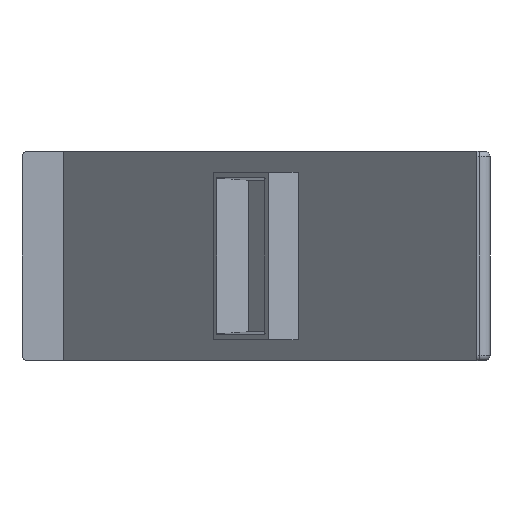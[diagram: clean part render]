
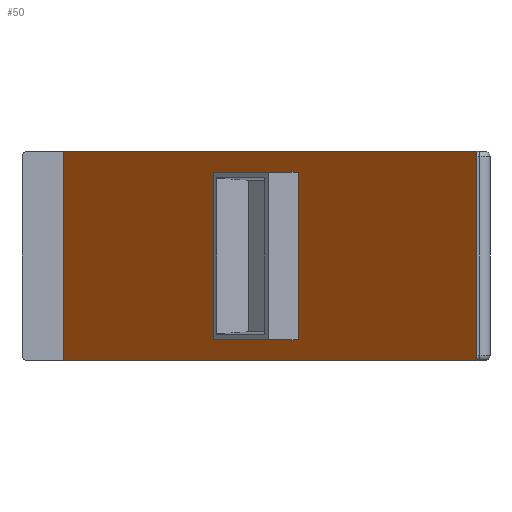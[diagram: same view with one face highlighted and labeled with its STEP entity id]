
A CAD part, front view. The second image highlights one B-rep face of the part: STEP entity #50.
In plain terms, the highlighted planar face has unit normal (-0.707, -0.707, 0).
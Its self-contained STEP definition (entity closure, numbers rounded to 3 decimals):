
#50 = ADVANCED_FACE ( 'NONE', ( #732, #726 ), #1099, .F. ) ;
#176 = AXIS2_PLACEMENT_3D ( 'NONE', #1092, #1097, #1121 ) ;
#196 = DIRECTION ( 'NONE',  ( 0., 0., -1. ) ) ;
#197 = CARTESIAN_POINT ( 'NONE',  ( 42.197, 52.803, 14.5 ) ) ;
#217 = VERTEX_POINT ( 'NONE', #1087 ) ;
#254 = ORIENTED_EDGE ( 'NONE', *, *, #1179, .T. ) ;
#255 = EDGE_LOOP ( 'NONE', ( #345, #290, #465, #254 ) ) ;
#265 = ORIENTED_EDGE ( 'NONE', *, *, #1248, .F. ) ;
#290 = ORIENTED_EDGE ( 'NONE', *, *, #1178, .F. ) ;
#292 = VERTEX_POINT ( 'NONE', #1101 ) ;
#301 = VERTEX_POINT ( 'NONE', #1144 ) ;
#328 = VERTEX_POINT ( 'NONE', #1127 ) ;
#345 = ORIENTED_EDGE ( 'NONE', *, *, #1163, .T. ) ;
#405 = ORIENTED_EDGE ( 'NONE', *, *, #1227, .F. ) ;
#437 = EDGE_LOOP ( 'NONE', ( #470, #265, #405, #968 ) ) ;
#464 = VERTEX_POINT ( 'NONE', #1131 ) ;
#465 = ORIENTED_EDGE ( 'NONE', *, *, #1223, .F. ) ;
#469 = VERTEX_POINT ( 'NONE', #1060 ) ;
#470 = ORIENTED_EDGE ( 'NONE', *, *, #1182, .F. ) ;
#473 = VERTEX_POINT ( 'NONE', #1049 ) ;
#477 = VERTEX_POINT ( 'NONE', #1050 ) ;
#535 = VECTOR ( 'NONE', #196, 1000. ) ;
#538 = LINE ( 'NONE', #197, #535 ) ;
#571 = VECTOR ( 'NONE', #754, 1000. ) ;
#573 = LINE ( 'NONE', #1014, #571 ) ;
#578 = VECTOR ( 'NONE', #977, 1000. ) ;
#581 = LINE ( 'NONE', #978, #578 ) ;
#628 = VECTOR ( 'NONE', #818, 1000. ) ;
#630 = LINE ( 'NONE', #817, #628 ) ;
#632 = VECTOR ( 'NONE', #816, 1000. ) ;
#634 = VECTOR ( 'NONE', #815, 1000. ) ;
#635 = LINE ( 'NONE', #814, #632 ) ;
#637 = LINE ( 'NONE', #813, #634 ) ;
#659 = VECTOR ( 'NONE', #792, 1000. ) ;
#662 = LINE ( 'NONE', #791, #659 ) ;
#672 = VECTOR ( 'NONE', #922, 1000. ) ;
#676 = LINE ( 'NONE', #894, #672 ) ;
#726 = FACE_BOUND ( 'NONE', #437, .T. ) ;
#732 = FACE_OUTER_BOUND ( 'NONE', #255, .T. ) ;
#754 = DIRECTION ( 'NONE',  ( -0.707, 0.707, 0. ) ) ;
#791 = CARTESIAN_POINT ( 'NONE',  ( 8., 87., -20. ) ) ;
#792 = DIRECTION ( 'NONE',  ( 0.707, -0.707, 0. ) ) ;
#813 = CARTESIAN_POINT ( 'NONE',  ( 87., 8., 20. ) ) ;
#814 = CARTESIAN_POINT ( 'NONE',  ( 8., 87., 20. ) ) ;
#815 = DIRECTION ( 'NONE',  ( 0., 0., -1. ) ) ;
#816 = DIRECTION ( 'NONE',  ( 0., 0., -1. ) ) ;
#817 = CARTESIAN_POINT ( 'NONE',  ( 42.197, 52.803, -16. ) ) ;
#818 = DIRECTION ( 'NONE',  ( 0.707, -0.707, 0. ) ) ;
#894 = CARTESIAN_POINT ( 'NONE',  ( 52.803, 42.197, 14.5 ) ) ;
#922 = DIRECTION ( 'NONE',  ( 0., 0., 1. ) ) ;
#968 = ORIENTED_EDGE ( 'NONE', *, *, #1156, .F. ) ;
#977 = DIRECTION ( 'NONE',  ( 0.707, -0.707, 0. ) ) ;
#978 = CARTESIAN_POINT ( 'NONE',  ( 8., 87., 20. ) ) ;
#1014 = CARTESIAN_POINT ( 'NONE',  ( 42.197, 52.803, 16. ) ) ;
#1049 = CARTESIAN_POINT ( 'NONE',  ( 87., 8., -20. ) ) ;
#1050 = CARTESIAN_POINT ( 'NONE',  ( 87., 8., 20. ) ) ;
#1060 = CARTESIAN_POINT ( 'NONE',  ( 8., 87., 20. ) ) ;
#1087 = CARTESIAN_POINT ( 'NONE',  ( 42.197, 52.803, 16. ) ) ;
#1092 = CARTESIAN_POINT ( 'NONE',  ( 8., 87., 20. ) ) ;
#1097 = DIRECTION ( 'NONE',  ( 0.707, 0.707, 0. ) ) ;
#1099 = PLANE ( 'NONE',  #176 ) ;
#1101 = CARTESIAN_POINT ( 'NONE',  ( 52.803, 42.197, -16. ) ) ;
#1121 = DIRECTION ( 'NONE',  ( -0.707, 0.707, 0. ) ) ;
#1127 = CARTESIAN_POINT ( 'NONE',  ( 52.803, 42.197, 16. ) ) ;
#1131 = CARTESIAN_POINT ( 'NONE',  ( 8., 87., -20. ) ) ;
#1144 = CARTESIAN_POINT ( 'NONE',  ( 42.197, 52.803, -16. ) ) ;
#1156 = EDGE_CURVE ( 'NONE', #292, #328, #676, .T. ) ;
#1163 = EDGE_CURVE ( 'NONE', #464, #473, #662, .T. ) ;
#1178 = EDGE_CURVE ( 'NONE', #477, #473, #637, .T. ) ;
#1179 = EDGE_CURVE ( 'NONE', #469, #464, #635, .T. ) ;
#1182 = EDGE_CURVE ( 'NONE', #301, #292, #630, .T. ) ;
#1223 = EDGE_CURVE ( 'NONE', #469, #477, #581, .T. ) ;
#1227 = EDGE_CURVE ( 'NONE', #328, #217, #573, .T. ) ;
#1248 = EDGE_CURVE ( 'NONE', #217, #301, #538, .T. ) ;
